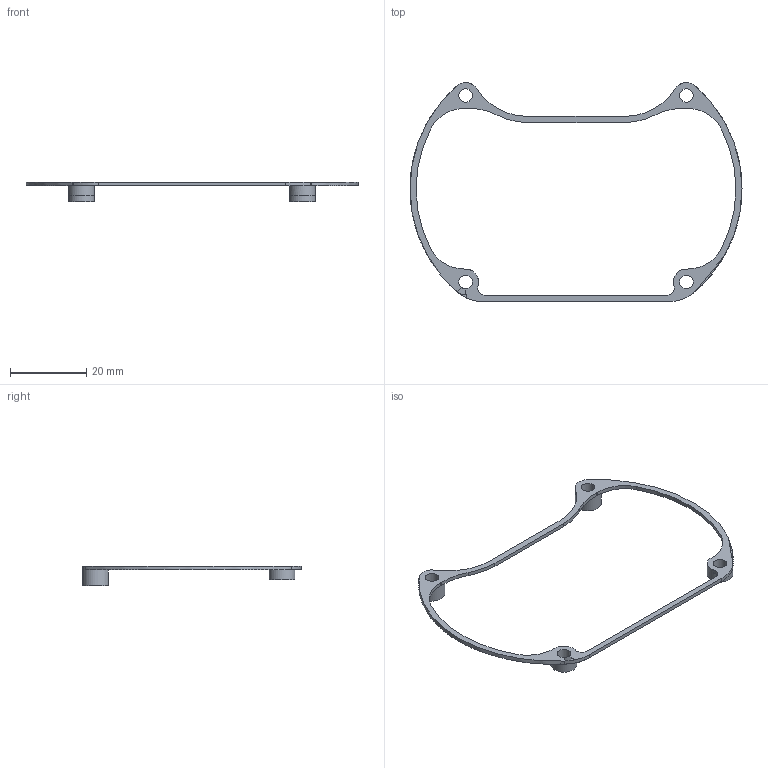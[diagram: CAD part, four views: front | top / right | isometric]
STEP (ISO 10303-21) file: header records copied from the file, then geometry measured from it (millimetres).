
FILE_DESCRIPTION(/* description */ (''),/* implementation_level */ '2;1');
FILE_NAME(/* name */ 'PCB Spacer.step',/* time_stamp */ '2025-05-26T17:24:38+01:00',/* author */ (''),/* organization */ (''),/* preprocessor_version */ 'ST-DEVELOPER v20.1',/* originating_system */ 'Autodesk Translation Framework v14.10.0.0',/* authorisation */ '');
FILE_SCHEMA (('AUTOMOTIVE_DESIGN { 1 0 10303 214 3 1 1 }'));
Length unit declared in the file: millimetre
Products named in the file (3): UFO Printable Compliant V2; UFO Template; Spacer
Assembly tree (2 placements, depth 3):
  UFO Printable Compliant V2
    UFO Template
      Spacer
Bounding box: 87.2 x 57.5 x 5.2 mm (x, y, z)
Volume: 878.1 mm3; surface area: 2027.5 mm2
Topology: 1 solids, 1 shells, 43 faces, 126 edges, 80 vertices
Faces by surface type: cylinder 30, plane 13
Full cylindrical faces by diameter (mm): 3.6 x4, 6.8 x4
Entity records: 1561 total; most frequent: DIRECTION 298, CARTESIAN_POINT 254, ORIENTED_EDGE 252, EDGE_CURVE 126, AXIS2_PLACEMENT_3D 124, VERTEX_POINT 80, CIRCLE 76, EDGE_LOOP 52
